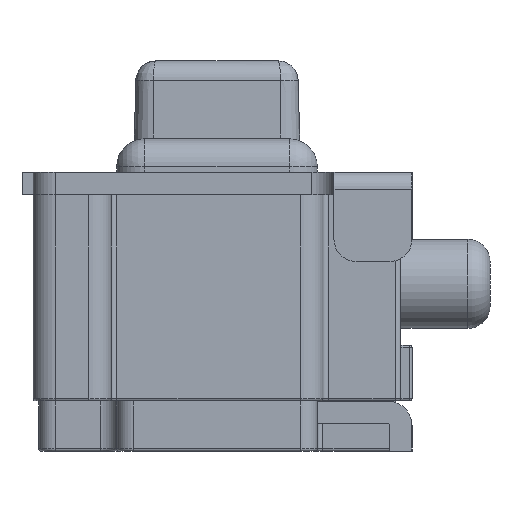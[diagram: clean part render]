
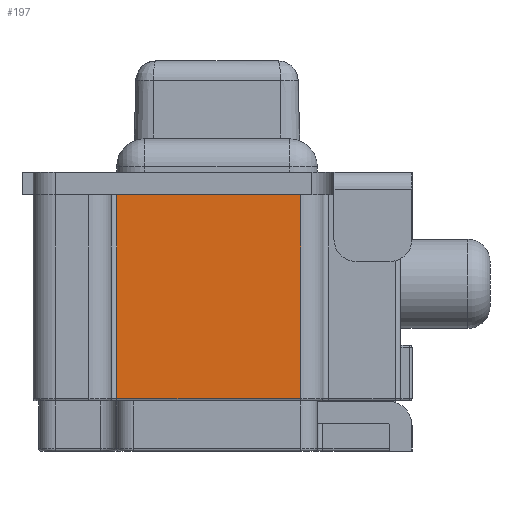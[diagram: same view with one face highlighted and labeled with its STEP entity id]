
A CAD part, left-side view. The second image highlights one B-rep face of the part: STEP entity #197.
In plain terms, the highlighted planar face has unit normal (-1, 0, 0).
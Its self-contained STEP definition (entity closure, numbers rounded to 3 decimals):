
#49 = CARTESIAN_POINT ( 'NONE',  ( -3., -0.75, -1.831 ) ) ;
#197 = ADVANCED_FACE ( 'NONE', ( #6388 ), #1798, .T. ) ;
#1255 = DIRECTION ( 'NONE',  ( -1., 0., 0. ) ) ;
#1397 = DIRECTION ( 'NONE',  ( 0., 0., 1. ) ) ;
#1651 = AXIS2_PLACEMENT_3D ( 'NONE', #4875, #1255, #2714 ) ;
#1798 = PLANE ( 'NONE',  #1651 ) ;
#2148 = CARTESIAN_POINT ( 'NONE',  ( -3., -0.75, -0.001 ) ) ;
#2156 = CARTESIAN_POINT ( 'NONE',  ( -3., 0.95, -0.001 ) ) ;
#2337 = ORIENTED_EDGE ( 'NONE', *, *, #3378, .T. ) ;
#2646 = VECTOR ( 'NONE', #8693, 1000. ) ;
#2714 = DIRECTION ( 'NONE',  ( 0., 0., 1. ) ) ;
#3128 = VECTOR ( 'NONE', #5809, 1000. ) ;
#3159 = EDGE_LOOP ( 'NONE', ( #8393, #8101, #2337, #4661 ) ) ;
#3339 = LINE ( 'NONE', #4821, #9139 ) ;
#3378 = EDGE_CURVE ( 'NONE', #4085, #7856, #3969, .T. ) ;
#3568 = CARTESIAN_POINT ( 'NONE',  ( -3., -0.75, -1.851 ) ) ;
#3738 = CARTESIAN_POINT ( 'NONE',  ( -3., 0.9, -1.851 ) ) ;
#3969 = LINE ( 'NONE', #3568, #4899 ) ;
#4025 = EDGE_CURVE ( 'NONE', #5025, #7856, #6951, .T. ) ;
#4075 = CARTESIAN_POINT ( 'NONE',  ( -3., 0.9, -0.001 ) ) ;
#4085 = VERTEX_POINT ( 'NONE', #49 ) ;
#4118 = DIRECTION ( 'NONE',  ( 0., -1., 0. ) ) ;
#4518 = LINE ( 'NONE', #3738, #2646 ) ;
#4661 = ORIENTED_EDGE ( 'NONE', *, *, #4025, .F. ) ;
#4821 = CARTESIAN_POINT ( 'NONE',  ( -3., 0.95, -1.831 ) ) ;
#4875 = CARTESIAN_POINT ( 'NONE',  ( -3., 0.95, -1.851 ) ) ;
#4899 = VECTOR ( 'NONE', #1397, 1000. ) ;
#4954 = EDGE_CURVE ( 'NONE', #8212, #4085, #3339, .T. ) ;
#5025 = VERTEX_POINT ( 'NONE', #4075 ) ;
#5809 = DIRECTION ( 'NONE',  ( 0., -1., 0. ) ) ;
#6388 = FACE_OUTER_BOUND ( 'NONE', #3159, .T. ) ;
#6951 = LINE ( 'NONE', #2156, #3128 ) ;
#7856 = VERTEX_POINT ( 'NONE', #2148 ) ;
#8101 = ORIENTED_EDGE ( 'NONE', *, *, #4954, .T. ) ;
#8212 = VERTEX_POINT ( 'NONE', #8712 ) ;
#8393 = ORIENTED_EDGE ( 'NONE', *, *, #9251, .T. ) ;
#8693 = DIRECTION ( 'NONE',  ( 0., 0., -1. ) ) ;
#8712 = CARTESIAN_POINT ( 'NONE',  ( -3., 0.9, -1.831 ) ) ;
#9139 = VECTOR ( 'NONE', #4118, 1000. ) ;
#9251 = EDGE_CURVE ( 'NONE', #5025, #8212, #4518, .T. ) ;
